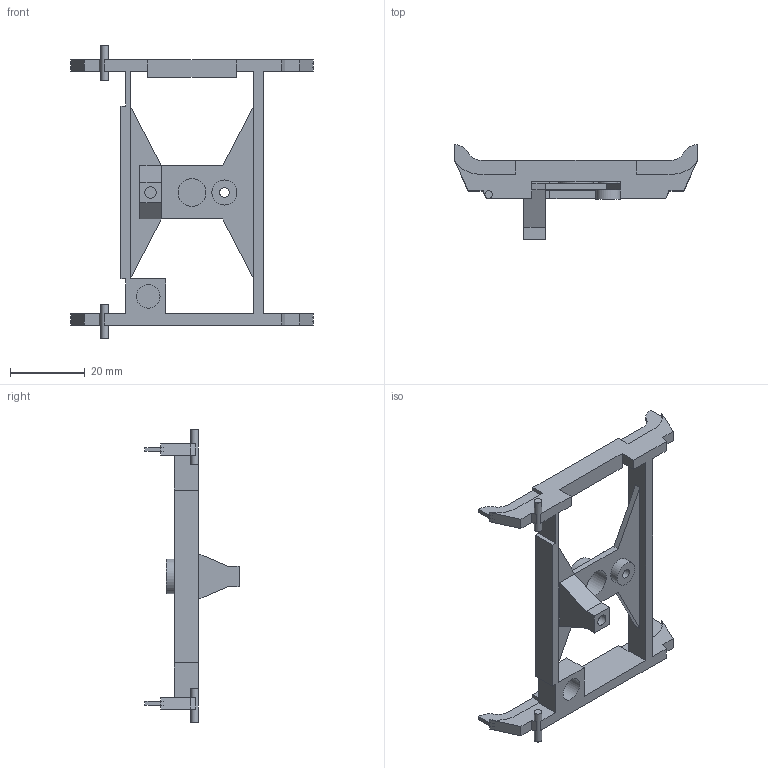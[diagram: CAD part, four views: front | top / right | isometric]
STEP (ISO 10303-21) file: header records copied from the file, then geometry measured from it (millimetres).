
FILE_DESCRIPTION(/* description */ (''),/* implementation_level */ '2;1');
FILE_NAME(/* name */ '02970bd9-85de-4d36-9f2e-86d5f5d033bd.stp',/* time_stamp */ '2018-01-20T18:36:57+00:00',/* author */ (''),/* organization */ (''),/* preprocessor_version */ 'ST-DEVELOPER v16.13',/* originating_system */ 'Autodesk Translation Framework v6.5.0.72',/* authorisation */ '');
FILE_SCHEMA (('AUTOMOTIVE_DESIGN { 1 0 10303 214 3 1 1 }'));
Length unit declared in the file: inch
Products named in the file (1): DumpSled
Bounding box: 65.15 x 25.27 x 78.49 mm (x, y, z)
Volume: 7284.2 mm3; surface area: 8660.8 mm2
Topology: 1 solids, 1 shells, 127 faces, 342 edges, 222 vertices
Faces by surface type: plane 102, cylinder 25
Full cylindrical faces by diameter (mm): 2.032 x2, 2.54 x1, 3.048 x1, 5.08 x1, 6.35 x1, 6.731 x1, 7.493 x1, 9.271 x1
Entity records: 3977 total; most frequent: CARTESIAN_POINT 692, ORIENTED_EDGE 684, DIRECTION 656, EDGE_CURVE 342, LINE 284, VECTOR 284, VERTEX_POINT 222, AXIS2_PLACEMENT_3D 186
